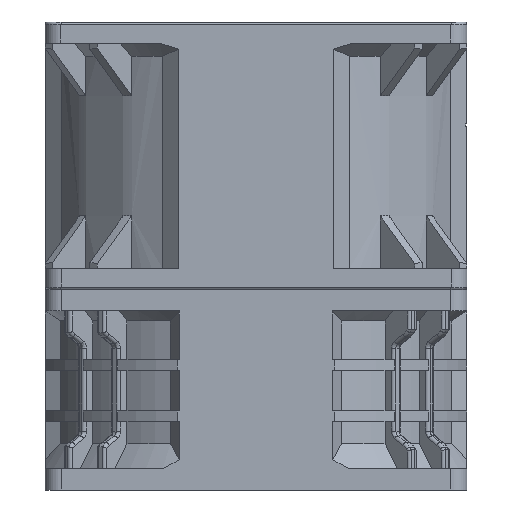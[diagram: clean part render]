
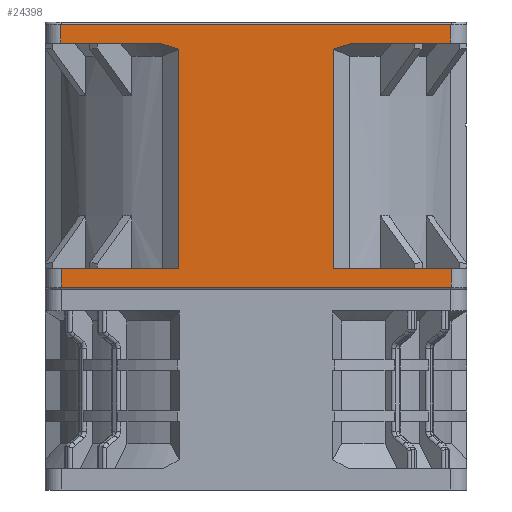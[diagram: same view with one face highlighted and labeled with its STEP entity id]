
A CAD part, left-side view. The second image highlights one B-rep face of the part: STEP entity #24398.
In plain terms, the highlighted planar face has unit normal (-1, 0, 0).
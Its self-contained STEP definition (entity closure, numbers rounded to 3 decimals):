
#1606=DIRECTION('',(0.,0.,-1.));
#1607=VECTOR('',#1606,3.5);
#1608=CARTESIAN_POINT('',(-40.,37.,-0.5));
#1609=LINE('',#1608,#1607);
#1614=DIRECTION('',(0.,0.,-1.));
#1615=VECTOR('',#1614,3.5);
#1616=CARTESIAN_POINT('',(-40.,-37.,-46.8));
#1617=LINE('',#1616,#1615);
#1618=DIRECTION('',(0.,1.,0.));
#1619=VECTOR('',#1618,74.);
#1620=CARTESIAN_POINT('',(-40.,-37.,-50.3));
#1621=LINE('',#1620,#1619);
#1622=DIRECTION('',(0.,0.,1.));
#1623=VECTOR('',#1622,3.5);
#1624=CARTESIAN_POINT('',(-40.,-37.,-4.));
#1625=LINE('',#1624,#1623);
#2448=DIRECTION('',(0.,1.,0.));
#2449=VECTOR('',#2448,74.);
#2450=CARTESIAN_POINT('',(-40.,-37.,-0.5));
#2451=LINE('',#2450,#2449);
#3452=DIRECTION('',(0.,0.,-1.));
#3453=VECTOR('',#3452,3.5);
#3454=CARTESIAN_POINT('',(-40.,37.,-46.8));
#3455=LINE('',#3454,#3453);
#3491=DIRECTION('',(0.,1.,0.));
#3492=VECTOR('',#3491,6.899);
#3493=CARTESIAN_POINT('',(-40.,30.101,
-46.8));
#3494=LINE('',#3493,#3492);
#3628=DIRECTION('',(0.,-1.,0.));
#3629=VECTOR('',#3628,6.899);
#3630=CARTESIAN_POINT('',(-40.,37.,-4.));
#3631=LINE('',#3630,#3629);
#3758=DIRECTION('',(0.,-1.,0.));
#3759=VECTOR('',#3758,11.77);
#3760=CARTESIAN_POINT('',(-40.,30.101,
-4.));
#3761=LINE('',#3760,#3759);
#3790=CARTESIAN_POINT('',(-40.,18.33,
-4.));
#3791=CARTESIAN_POINT('',(-40.,17.929,
-4.139));
#3792=CARTESIAN_POINT('',(-40.,17.126,
-4.411));
#3793=CARTESIAN_POINT('',(-40.,15.916,
-4.796));
#3794=CARTESIAN_POINT('',(-40.,15.106,
-5.037));
#3795=CARTESIAN_POINT('',(-40.,14.7,
-5.154));
#3797=DIRECTION('',(0.,0.,-1.));
#3798=VECTOR('',#3797,41.646);
#3799=CARTESIAN_POINT('',(-40.,14.7,
-5.154));
#3800=LINE('',#3799,#3798);
#3805=DIRECTION('',(0.,1.,0.));
#3806=VECTOR('',#3805,15.401);
#3807=CARTESIAN_POINT('',(-40.,14.7,
-46.8));
#3808=LINE('',#3807,#3806);
#3894=DIRECTION('',(0.,1.,0.));
#3895=VECTOR('',#3894,6.899);
#3896=CARTESIAN_POINT('',(-40.,-37.,-46.8));
#3897=LINE('',#3896,#3895);
#3957=DIRECTION('',(0.,0.,1.));
#3958=VECTOR('',#3957,41.646);
#3959=CARTESIAN_POINT('',(-40.,-14.7,
-46.8));
#3960=LINE('',#3959,#3958);
#3970=DIRECTION('',(0.,1.,0.));
#3971=VECTOR('',#3970,15.401);
#3972=CARTESIAN_POINT('',(-40.,-30.101,
-46.8));
#3973=LINE('',#3972,#3971);
#4015=CARTESIAN_POINT('',(-40.,-14.7,
-5.154));
#4016=CARTESIAN_POINT('',(-40.,-15.106,
-5.037));
#4017=CARTESIAN_POINT('',(-40.,-15.916,
-4.796));
#4018=CARTESIAN_POINT('',(-40.,-17.126,
-4.411));
#4019=CARTESIAN_POINT('',(-40.,-17.929,
-4.139));
#4020=CARTESIAN_POINT('',(-40.,-18.33,
-4.));
#4039=DIRECTION('',(0.,-1.,0.));
#4040=VECTOR('',#4039,11.77);
#4041=CARTESIAN_POINT('',(-40.,-18.33,
-4.));
#4042=LINE('',#4041,#4040);
#4085=DIRECTION('',(0.,-1.,0.));
#4086=VECTOR('',#4085,6.899);
#4087=CARTESIAN_POINT('',(-40.,-30.101,
-4.));
#4088=LINE('',#4087,#4086);
#18094=CARTESIAN_POINT('',(-40.,37.,-50.3));
#18095=VERTEX_POINT('',#18094);
#18096=CARTESIAN_POINT('',(-40.,-37.,-50.3));
#18097=VERTEX_POINT('',#18096);
#18104=CARTESIAN_POINT('',(-40.,-37.,-46.8));
#18105=VERTEX_POINT('',#18104);
#18108=VERTEX_POINT('',#4015);
#18109=VERTEX_POINT('',#4020);
#18110=VERTEX_POINT('',#3790);
#18111=VERTEX_POINT('',#3795);
#18116=CARTESIAN_POINT('',(-40.,-37.,-4.));
#18117=CARTESIAN_POINT('',(-40.,-37.,-0.5));
#18118=VERTEX_POINT('',#18116);
#18119=VERTEX_POINT('',#18117);
#18276=CARTESIAN_POINT('',(-40.,37.,-0.5));
#18277=CARTESIAN_POINT('',(-40.,37.,-4.));
#18278=VERTEX_POINT('',#18276);
#18279=VERTEX_POINT('',#18277);
#18284=CARTESIAN_POINT('',(-40.,30.101,
-4.));
#18285=VERTEX_POINT('',#18284);
#18354=CARTESIAN_POINT('',(-40.,37.,-46.8));
#18356=VERTEX_POINT('',#18354);
#18360=CARTESIAN_POINT('',(-40.,30.101,
-46.8));
#18361=VERTEX_POINT('',#18360);
#18370=CARTESIAN_POINT('',(-40.,14.7,
-46.8));
#18371=VERTEX_POINT('',#18370);
#18977=CARTESIAN_POINT('',(-40.,-14.7,
-46.8));
#18978=VERTEX_POINT('',#18977);
#18979=CARTESIAN_POINT('',(-40.,-30.101,
-46.8));
#18980=VERTEX_POINT('',#18979);
#18994=CARTESIAN_POINT('',(-40.,-30.101,
-4.));
#18995=VERTEX_POINT('',#18994);
#24356=CARTESIAN_POINT('',(-40.,0.,-25.4));
#24357=DIRECTION('',(1.,0.,0.));
#24358=DIRECTION('',(0.,-1.,0.));
#24359=AXIS2_PLACEMENT_3D('',#24356,#24357,#24358);
#24360=PLANE('',#24359);
#24362=ORIENTED_EDGE('',*,*,#24361,.F.);
#24364=ORIENTED_EDGE('',*,*,#24363,.F.);
#24366=ORIENTED_EDGE('',*,*,#24365,.F.);
#24368=ORIENTED_EDGE('',*,*,#24367,.F.);
#24370=ORIENTED_EDGE('',*,*,#24369,.F.);
#24372=ORIENTED_EDGE('',*,*,#24371,.F.);
#24374=ORIENTED_EDGE('',*,*,#24373,.F.);
#24376=ORIENTED_EDGE('',*,*,#24375,.T.);
#24378=ORIENTED_EDGE('',*,*,#24377,.T.);
#24380=ORIENTED_EDGE('',*,*,#24379,.F.);
#24382=ORIENTED_EDGE('',*,*,#24381,.F.);
#24384=ORIENTED_EDGE('',*,*,#24383,.F.);
#24386=ORIENTED_EDGE('',*,*,#24385,.F.);
#24388=ORIENTED_EDGE('',*,*,#24387,.F.);
#24390=ORIENTED_EDGE('',*,*,#24389,.F.);
#24392=ORIENTED_EDGE('',*,*,#24391,.F.);
#24393=ORIENTED_EDGE('',*,*,#24346,.F.);
#24395=ORIENTED_EDGE('',*,*,#24394,.F.);
#24396=EDGE_LOOP('',(#24362,#24364,#24366,#24368,#24370,#24372,#24374,#24376,
#24378,#24380,#24382,#24384,#24386,#24388,#24390,#24392,#24393,#24395));
#24397=FACE_OUTER_BOUND('',#24396,.F.);
#24398=ADVANCED_FACE('',(#24397),#24360,.F.);
#3796=B_SPLINE_CURVE_WITH_KNOTS('',3,(#3790,#3791,#3792,#3793,#3794,#3795),
.UNSPECIFIED.,.F.,.F.,(4,1,1,4),(0.,0.333,0.667,1.),
.UNSPECIFIED.);
#4021=B_SPLINE_CURVE_WITH_KNOTS('',3,(#4015,#4016,#4017,#4018,#4019,#4020),
.UNSPECIFIED.,.F.,.F.,(4,1,1,4),(0.,0.333,0.667,1.),
.UNSPECIFIED.);
#24346=EDGE_CURVE('',#18278,#18279,#1609,.T.);
#24361=EDGE_CURVE('',#18118,#18119,#1625,.T.);
#24363=EDGE_CURVE('',#18995,#18118,#4088,.T.);
#24365=EDGE_CURVE('',#18109,#18995,#4042,.T.);
#24367=EDGE_CURVE('',#18108,#18109,#4021,.T.);
#24369=EDGE_CURVE('',#18978,#18108,#3960,.T.);
#24371=EDGE_CURVE('',#18980,#18978,#3973,.T.);
#24373=EDGE_CURVE('',#18105,#18980,#3897,.T.);
#24375=EDGE_CURVE('',#18105,#18097,#1617,.T.);
#24377=EDGE_CURVE('',#18097,#18095,#1621,.T.);
#24379=EDGE_CURVE('',#18356,#18095,#3455,.T.);
#24381=EDGE_CURVE('',#18361,#18356,#3494,.T.);
#24383=EDGE_CURVE('',#18371,#18361,#3808,.T.);
#24385=EDGE_CURVE('',#18111,#18371,#3800,.T.);
#24387=EDGE_CURVE('',#18110,#18111,#3796,.T.);
#24389=EDGE_CURVE('',#18285,#18110,#3761,.T.);
#24391=EDGE_CURVE('',#18279,#18285,#3631,.T.);
#24394=EDGE_CURVE('',#18119,#18278,#2451,.T.);
